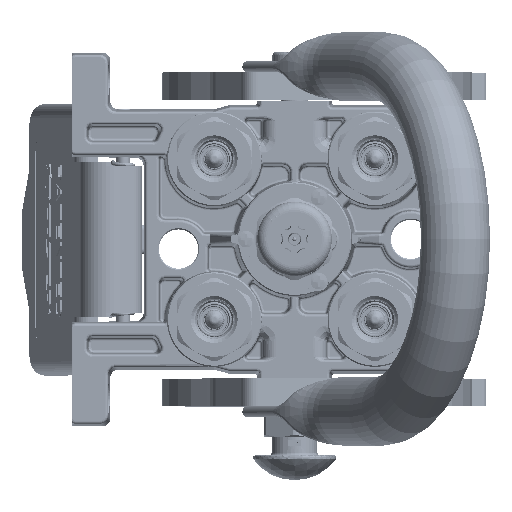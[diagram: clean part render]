
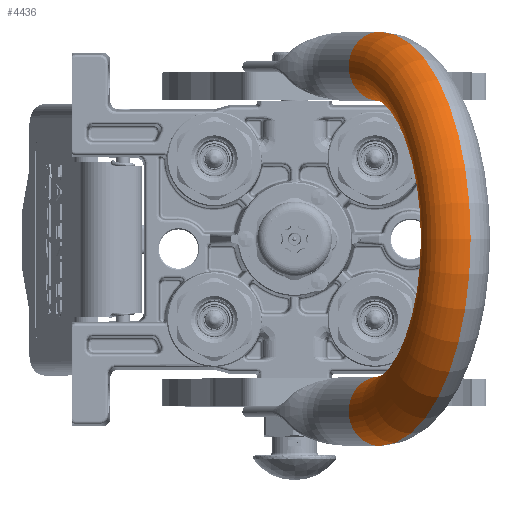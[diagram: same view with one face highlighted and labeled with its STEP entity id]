
A CAD part, top view. The second image highlights one B-rep face of the part: STEP entity #4436.
In plain terms, the highlighted toroidal (fillet/blend) face has major radius 62.25 mm and minor radius 12.5 mm.
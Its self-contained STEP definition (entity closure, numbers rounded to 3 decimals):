
#1021 = AXIS2_PLACEMENT_3D ( 'NONE', #195247, #44497, #179065 ) ;
#4436 = ADVANCED_FACE ( 'NONE', ( #179611 ), #171869, .T. ) ;
#8745 = EDGE_LOOP ( 'NONE', ( #154488, #209084, #54544, #105503 ) ) ;
#18136 = AXIS2_PLACEMENT_3D ( 'NONE', #54370, #208136, #108063 ) ;
#18825 = VERTEX_POINT ( 'NONE', #168433 ) ;
#19905 = EDGE_CURVE ( 'NONE', #215609, #216258, #92396, .T. ) ;
#20554 = CIRCLE ( 'NONE', #74685, 74.75 ) ;
#23850 = DIRECTION ( 'NONE',  ( -1., 0., 0. ) ) ;
#31069 = DIRECTION ( 'NONE',  ( -1., 0., 0. ) ) ;
#38270 = EDGE_CURVE ( 'NONE', #216258, #18825, #202458, .T. ) ;
#44497 = DIRECTION ( 'NONE',  ( 0., 1., 0. ) ) ;
#46324 = CARTESIAN_POINT ( 'NONE',  ( -49.75, 0., 25.25 ) ) ;
#54370 = CARTESIAN_POINT ( 'NONE',  ( 62.25, 0., 25.25 ) ) ;
#54544 = ORIENTED_EDGE ( 'NONE', *, *, #58211, .F. ) ;
#58211 = EDGE_CURVE ( 'NONE', #215609, #197681, #20554, .T. ) ;
#73869 = CARTESIAN_POINT ( 'NONE',  ( 74.75, 0., 25.25 ) ) ;
#74685 = AXIS2_PLACEMENT_3D ( 'NONE', #96478, #80981, #31069 ) ;
#80981 = DIRECTION ( 'NONE',  ( 0., 1., 0. ) ) ;
#92396 = CIRCLE ( 'NONE', #104146, 12.5 ) ;
#96478 = CARTESIAN_POINT ( 'NONE',  ( 0., 0., 25.25 ) ) ;
#104146 = AXIS2_PLACEMENT_3D ( 'NONE', #208474, #192216, #23850 ) ;
#105503 = ORIENTED_EDGE ( 'NONE', *, *, #19905, .T. ) ;
#108063 = DIRECTION ( 'NONE',  ( 1., 0., 0. ) ) ;
#110626 = CARTESIAN_POINT ( 'NONE',  ( -74.75, 0., 25.25 ) ) ;
#128894 = DIRECTION ( 'NONE',  ( 0., 1., 0. ) ) ;
#145817 = CARTESIAN_POINT ( 'NONE',  ( 0., 0., 25.25 ) ) ;
#151356 = AXIS2_PLACEMENT_3D ( 'NONE', #145817, #128894, #214953 ) ;
#154488 = ORIENTED_EDGE ( 'NONE', *, *, #38270, .T. ) ;
#159061 = EDGE_CURVE ( 'NONE', #197681, #18825, #196105, .T. ) ;
#168433 = CARTESIAN_POINT ( 'NONE',  ( 49.75, 0., 25.25 ) ) ;
#171869 = TOROIDAL_SURFACE ( 'NONE', #1021, 62.25, 12.5 ) ;
#179065 = DIRECTION ( 'NONE',  ( 1., 0., 0. ) ) ;
#179611 = FACE_OUTER_BOUND ( 'NONE', #8745, .T. ) ;
#192216 = DIRECTION ( 'NONE',  ( 0., 0., 1. ) ) ;
#195247 = CARTESIAN_POINT ( 'NONE',  ( 0., 0., 25.25 ) ) ;
#196105 = CIRCLE ( 'NONE', #18136, 12.5 ) ;
#197681 = VERTEX_POINT ( 'NONE', #73869 ) ;
#202458 = CIRCLE ( 'NONE', #151356, 49.75 ) ;
#208136 = DIRECTION ( 'NONE',  ( 0., 0., -1. ) ) ;
#208474 = CARTESIAN_POINT ( 'NONE',  ( -62.25, 0., 25.25 ) ) ;
#209084 = ORIENTED_EDGE ( 'NONE', *, *, #159061, .F. ) ;
#214953 = DIRECTION ( 'NONE',  ( -1., 0., 0. ) ) ;
#215609 = VERTEX_POINT ( 'NONE', #110626 ) ;
#216258 = VERTEX_POINT ( 'NONE', #46324 ) ;
